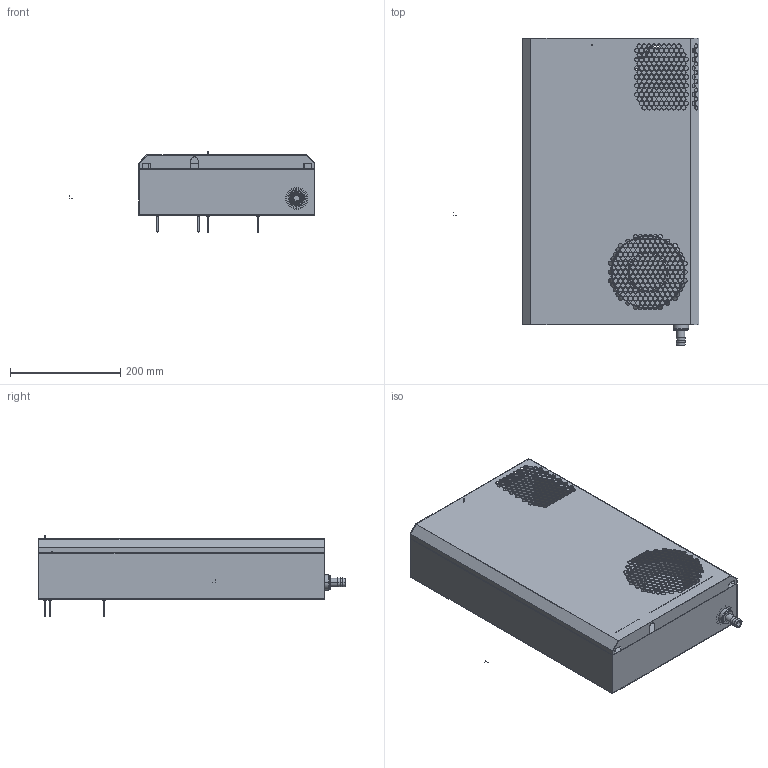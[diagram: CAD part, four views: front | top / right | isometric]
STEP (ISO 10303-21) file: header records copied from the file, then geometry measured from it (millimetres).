
FILE_DESCRIPTION((''),'2;1');
FILE_NAME('4268','2013-07-04T',('carlc'),(''),'PRO/ENGINEER BY PARAMETRIC TECHNOLOGY CORPORATION, 2010040','PRO/ENGINEER BY PARAMETRIC TECHNOLOGY CORPORATION, 2010040','');
FILE_SCHEMA(('AUTOMOTIVE_DESIGN_CC2 { 1 2 10303 214 -1 1 5 2 }'));
Products named in the file (1): 4268
Bounding box: 446.38 x 557.6 x 148 mm (x, y, z)
Surface area: 1304062.3 mm2 (no closed solid volume)
Topology: 0 solids, 59 shells, 1822 faces, 5211 edges, 3454 vertices
Faces by surface type: cylinder 1092, plane 624, cone 64, bspline 28, torus 14
Entity records: 79575 total; most frequent: CARTESIAN_POINT 12139, DIRECTION 11040, ORIENTED_EDGE 10170, PRESENTATION_STYLE_ASSIGNMENT 5254, STYLED_ITEM 5254, CURVE_STYLE 5195, EDGE_CURVE 5195, AXIS2_PLACEMENT_3D 4173
